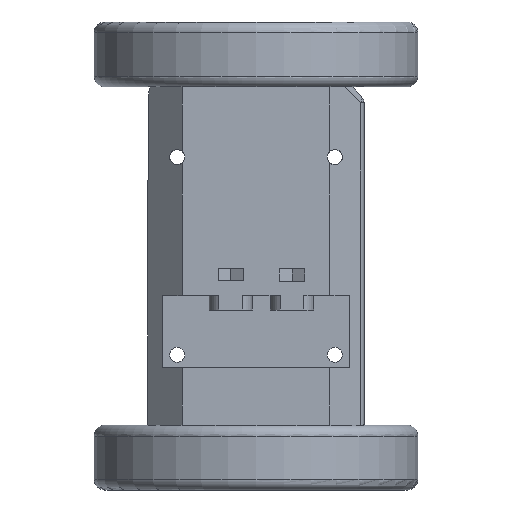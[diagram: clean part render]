
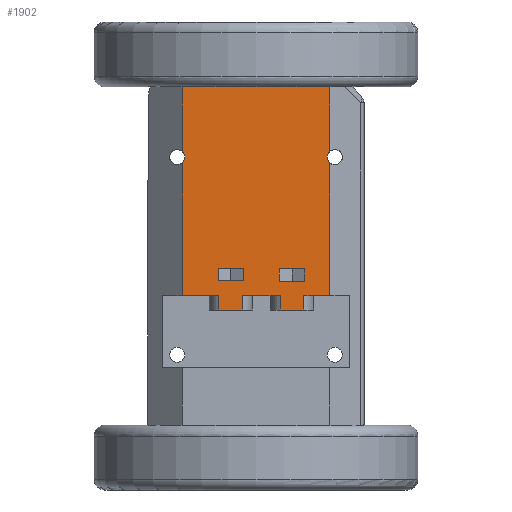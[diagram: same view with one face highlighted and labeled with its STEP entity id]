
A CAD part, front view. The second image highlights one B-rep face of the part: STEP entity #1902.
In plain terms, the highlighted planar face has unit normal (0, -1, 0).
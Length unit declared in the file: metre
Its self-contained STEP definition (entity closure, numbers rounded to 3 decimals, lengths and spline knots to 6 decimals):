
#36=CIRCLE('',#2031,0.0021);
#37=CIRCLE('',#2032,0.0021);
#222=ORIENTED_EDGE('',*,*,#752,.T.);
#223=ORIENTED_EDGE('',*,*,#753,.T.);
#224=ORIENTED_EDGE('',*,*,#754,.F.);
#225=ORIENTED_EDGE('',*,*,#755,.T.);
#226=ORIENTED_EDGE('',*,*,#756,.F.);
#227=ORIENTED_EDGE('',*,*,#757,.F.);
#228=ORIENTED_EDGE('',*,*,#758,.F.);
#229=ORIENTED_EDGE('',*,*,#759,.T.);
#230=ORIENTED_EDGE('',*,*,#760,.F.);
#231=ORIENTED_EDGE('',*,*,#761,.F.);
#232=ORIENTED_EDGE('',*,*,#762,.F.);
#233=ORIENTED_EDGE('',*,*,#763,.T.);
#234=ORIENTED_EDGE('',*,*,#764,.F.);
#235=ORIENTED_EDGE('',*,*,#765,.T.);
#236=ORIENTED_EDGE('',*,*,#766,.F.);
#237=ORIENTED_EDGE('',*,*,#767,.T.);
#238=ORIENTED_EDGE('',*,*,#768,.F.);
#239=ORIENTED_EDGE('',*,*,#769,.T.);
#240=ORIENTED_EDGE('',*,*,#770,.T.);
#241=ORIENTED_EDGE('',*,*,#749,.F.);
#242=ORIENTED_EDGE('',*,*,#771,.F.);
#243=ORIENTED_EDGE('',*,*,#772,.T.);
#244=ORIENTED_EDGE('',*,*,#773,.T.);
#245=ORIENTED_EDGE('',*,*,#743,.F.);
#743=EDGE_CURVE('',#1008,#1009,#1188,.T.);
#749=EDGE_CURVE('',#1014,#1015,#1193,.T.);
#752=EDGE_CURVE('',#1017,#1018,#1196,.T.);
#753=EDGE_CURVE('',#1018,#1019,#1197,.T.);
#754=EDGE_CURVE('',#1020,#1019,#36,.T.);
#755=EDGE_CURVE('',#1020,#1021,#1198,.T.);
#756=EDGE_CURVE('',#1022,#1021,#1199,.T.);
#757=EDGE_CURVE('',#1023,#1022,#1200,.T.);
#758=EDGE_CURVE('',#1024,#1023,#1201,.T.);
#759=EDGE_CURVE('',#1024,#1025,#1202,.T.);
#760=EDGE_CURVE('',#1026,#1025,#1203,.T.);
#761=EDGE_CURVE('',#1027,#1026,#1204,.T.);
#762=EDGE_CURVE('',#1028,#1027,#1205,.T.);
#763=EDGE_CURVE('',#1028,#1029,#1206,.T.);
#764=EDGE_CURVE('',#1030,#1029,#1207,.T.);
#765=EDGE_CURVE('',#1030,#1031,#1208,.T.);
#766=EDGE_CURVE('',#1032,#1031,#37,.T.);
#767=EDGE_CURVE('',#1032,#1017,#1209,.T.);
#768=EDGE_CURVE('',#1033,#1014,#1210,.T.);
#769=EDGE_CURVE('',#1033,#1034,#1211,.T.);
#770=EDGE_CURVE('',#1034,#1015,#1212,.T.);
#771=EDGE_CURVE('',#1035,#1008,#1213,.T.);
#772=EDGE_CURVE('',#1035,#1036,#1214,.T.);
#773=EDGE_CURVE('',#1036,#1009,#1215,.T.);
#1008=VERTEX_POINT('',#2877);
#1009=VERTEX_POINT('',#2879);
#1014=VERTEX_POINT('',#2890);
#1015=VERTEX_POINT('',#2892);
#1017=VERTEX_POINT('',#2898);
#1018=VERTEX_POINT('',#2899);
#1019=VERTEX_POINT('',#2901);
#1020=VERTEX_POINT('',#2903);
#1021=VERTEX_POINT('',#2905);
#1022=VERTEX_POINT('',#2907);
#1023=VERTEX_POINT('',#2909);
#1024=VERTEX_POINT('',#2911);
#1025=VERTEX_POINT('',#2913);
#1026=VERTEX_POINT('',#2915);
#1027=VERTEX_POINT('',#2917);
#1028=VERTEX_POINT('',#2919);
#1029=VERTEX_POINT('',#2921);
#1030=VERTEX_POINT('',#2923);
#1031=VERTEX_POINT('',#2925);
#1032=VERTEX_POINT('',#2927);
#1033=VERTEX_POINT('',#2930);
#1034=VERTEX_POINT('',#2932);
#1035=VERTEX_POINT('',#2935);
#1036=VERTEX_POINT('',#2937);
#1188=LINE('',#2878,#1340);
#1193=LINE('',#2891,#1345);
#1196=LINE('',#2897,#1348);
#1197=LINE('',#2900,#1349);
#1198=LINE('',#2904,#1350);
#1199=LINE('',#2906,#1351);
#1200=LINE('',#2908,#1352);
#1201=LINE('',#2910,#1353);
#1202=LINE('',#2912,#1354);
#1203=LINE('',#2914,#1355);
#1204=LINE('',#2916,#1356);
#1205=LINE('',#2918,#1357);
#1206=LINE('',#2920,#1358);
#1207=LINE('',#2922,#1359);
#1208=LINE('',#2924,#1360);
#1209=LINE('',#2928,#1361);
#1210=LINE('',#2929,#1362);
#1211=LINE('',#2931,#1363);
#1212=LINE('',#2933,#1364);
#1213=LINE('',#2934,#1365);
#1214=LINE('',#2936,#1366);
#1215=LINE('',#2938,#1367);
#1340=VECTOR('',#2271,1.);
#1345=VECTOR('',#2280,1.);
#1348=VECTOR('',#2285,1.);
#1349=VECTOR('',#2286,1.);
#1350=VECTOR('',#2289,1.);
#1351=VECTOR('',#2290,1.);
#1352=VECTOR('',#2291,1.);
#1353=VECTOR('',#2292,1.);
#1354=VECTOR('',#2293,1.);
#1355=VECTOR('',#2294,1.);
#1356=VECTOR('',#2295,1.);
#1357=VECTOR('',#2296,1.);
#1358=VECTOR('',#2297,1.);
#1359=VECTOR('',#2298,1.);
#1360=VECTOR('',#2299,1.);
#1361=VECTOR('',#2302,1.);
#1362=VECTOR('',#2303,1.);
#1363=VECTOR('',#2304,1.);
#1364=VECTOR('',#2305,1.);
#1365=VECTOR('',#2306,1.);
#1366=VECTOR('',#2307,1.);
#1367=VECTOR('',#2308,1.);
#1477=EDGE_LOOP('',(#222,#223,#224,#225,#226,#227,#228,#229,#230,#231,#232,
#233,#234,#235,#236,#237));
#1478=EDGE_LOOP('',(#238,#239,#240,#241));
#1479=EDGE_LOOP('',(#242,#243,#244,#245));
#1665=FACE_BOUND('',#1477,.T.);
#1666=FACE_BOUND('',#1478,.T.);
#1667=FACE_BOUND('',#1479,.T.);
#1850=PLANE('',#2030);
#1902=ADVANCED_FACE('',(#1665,#1666,#1667),#1850,.T.);
#2030=AXIS2_PLACEMENT_3D('',#2896,#2283,#2284);
#2031=AXIS2_PLACEMENT_3D('',#2902,#2287,#2288);
#2032=AXIS2_PLACEMENT_3D('',#2926,#2300,#2301);
#2271=DIRECTION('',(1.,0.,0.));
#2280=DIRECTION('',(1.,0.,0.));
#2283=DIRECTION('',(0.,-1.,0.));
#2284=DIRECTION('',(1.,0.,0.));
#2285=DIRECTION('',(-1.,0.,0.));
#2286=DIRECTION('',(0.,0.,-1.));
#2287=DIRECTION('',(0.,-1.,0.));
#2288=DIRECTION('',(0.,0.,-1.));
#2289=DIRECTION('',(0.,0.,-1.));
#2290=DIRECTION('',(-1.,0.,0.));
#2291=DIRECTION('',(0.,0.,1.));
#2292=DIRECTION('',(-1.,0.,0.));
#2293=DIRECTION('',(0.,0.,1.));
#2294=DIRECTION('',(-1.,0.,0.));
#2295=DIRECTION('',(0.,0.,1.));
#2296=DIRECTION('',(-1.,0.,0.));
#2297=DIRECTION('',(0.,0.,1.));
#2298=DIRECTION('',(-1.,0.,0.));
#2299=DIRECTION('',(0.,0.,1.));
#2300=DIRECTION('',(0.,-1.,0.));
#2301=DIRECTION('',(0.,0.,-1.));
#2302=DIRECTION('',(0.,0.,1.));
#2303=DIRECTION('',(0.,0.,-1.));
#2304=DIRECTION('',(1.,0.,0.));
#2305=DIRECTION('',(0.,0.,-1.));
#2306=DIRECTION('',(0.,0.,-1.));
#2307=DIRECTION('',(1.,0.,0.));
#2308=DIRECTION('',(0.,0.,-1.));
#2877=CARTESIAN_POINT('',(0.019448,-0.11883,0.028064));
#2878=CARTESIAN_POINT('',(0.022998,-0.11883,0.028064));
#2879=CARTESIAN_POINT('',(0.026548,-0.11883,0.028064));
#2890=CARTESIAN_POINT('',(0.036429,-0.11883,0.027955));
#2891=CARTESIAN_POINT('',(0.039979,-0.11883,0.027955));
#2892=CARTESIAN_POINT('',(0.043529,-0.11883,0.027955));
#2896=CARTESIAN_POINT('',(0.03,-0.11883,0.035));
#2897=CARTESIAN_POINT('',(0.03,-0.11883,0.082));
#2898=CARTESIAN_POINT('',(0.0505,-0.11883,0.082));
#2899=CARTESIAN_POINT('',(0.0095,-0.11883,0.082));
#2900=CARTESIAN_POINT('',(0.0095,-0.11883,0.035));
#2901=CARTESIAN_POINT('',(0.0095,-0.11883,0.064015));
#2902=CARTESIAN_POINT('',(0.0081,-0.11883,0.06245));
#2903=CARTESIAN_POINT('',(0.0095,-0.11883,0.060885));
#2904=CARTESIAN_POINT('',(0.0095,-0.11883,0.035));
#2905=CARTESIAN_POINT('',(0.0095,-0.11883,0.024));
#2906=CARTESIAN_POINT('',(0.03,-0.11883,0.024));
#2907=CARTESIAN_POINT('',(0.0197,-0.11883,0.024));
#2908=CARTESIAN_POINT('',(0.0197,-0.11883,0.02));
#2909=CARTESIAN_POINT('',(0.0197,-0.11883,0.02));
#2910=CARTESIAN_POINT('',(0.03,-0.11883,0.02));
#2911=CARTESIAN_POINT('',(0.0263,-0.11883,0.02));
#2912=CARTESIAN_POINT('',(0.0263,-0.11883,0.02));
#2913=CARTESIAN_POINT('',(0.0263,-0.11883,0.024));
#2914=CARTESIAN_POINT('',(0.03,-0.11883,0.024));
#2915=CARTESIAN_POINT('',(0.0367,-0.11883,0.024));
#2916=CARTESIAN_POINT('',(0.0367,-0.11883,0.02));
#2917=CARTESIAN_POINT('',(0.0367,-0.11883,0.02));
#2918=CARTESIAN_POINT('',(0.03,-0.11883,0.02));
#2919=CARTESIAN_POINT('',(0.0433,-0.11883,0.02));
#2920=CARTESIAN_POINT('',(0.0433,-0.11883,0.02));
#2921=CARTESIAN_POINT('',(0.0433,-0.11883,0.024));
#2922=CARTESIAN_POINT('',(0.03,-0.11883,0.024));
#2923=CARTESIAN_POINT('',(0.0505,-0.11883,0.024));
#2924=CARTESIAN_POINT('',(0.0505,-0.11883,0.082));
#2925=CARTESIAN_POINT('',(0.0505,-0.11883,0.060885));
#2926=CARTESIAN_POINT('',(0.0519,-0.11883,0.06245));
#2927=CARTESIAN_POINT('',(0.0505,-0.11883,0.064015));
#2928=CARTESIAN_POINT('',(0.0505,-0.11883,0.082));
#2929=CARTESIAN_POINT('',(0.036429,-0.11883,0.029705));
#2930=CARTESIAN_POINT('',(0.036429,-0.11883,0.031455));
#2931=CARTESIAN_POINT('',(0.039979,-0.11883,0.031455));
#2932=CARTESIAN_POINT('',(0.043529,-0.11883,0.031455));
#2933=CARTESIAN_POINT('',(0.043529,-0.11883,0.029705));
#2934=CARTESIAN_POINT('',(0.019448,-0.11883,0.029814));
#2935=CARTESIAN_POINT('',(0.019448,-0.11883,0.031564));
#2936=CARTESIAN_POINT('',(0.022998,-0.11883,0.031564));
#2937=CARTESIAN_POINT('',(0.026548,-0.11883,0.031564));
#2938=CARTESIAN_POINT('',(0.026548,-0.11883,0.029814));
